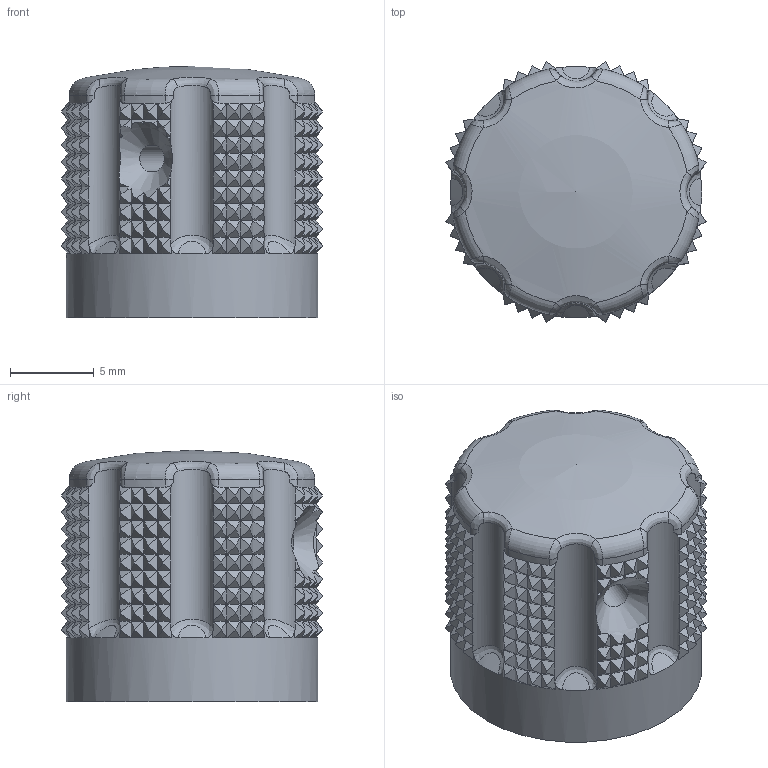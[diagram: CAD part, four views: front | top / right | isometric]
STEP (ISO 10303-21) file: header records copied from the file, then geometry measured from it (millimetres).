
FILE_DESCRIPTION(/* description */ (''),/* implementation_level */ '2;1');
FILE_NAME(/* name */ 'knob_Altitude.stp',/* time_stamp */ '2024-09-17T00:34:20-07:00',/* author */ (''),/* organization */ (''),/* preprocessor_version */ 'ST-DEVELOPER v18.1',/* originating_system */ 'SIEMENS PLM Software NX 1996',/* authorisation */ '');
FILE_SCHEMA (('AUTOMOTIVE_DESIGN { 1 0 10303 214 3 1 1 1 }'));
Length unit declared in the file: millimetre
Products named in the file (1): freg63601562seb9
Bounding box: 15.54 x 15.54 x 15 mm (x, y, z)
Volume: 1772.3 mm3; surface area: 1452.3 mm2
Topology: 1 solids, 1 shells, 1201 faces, 2572 edges, 1371 vertices
Faces by surface type: plane 558, cone 557, cylinder 36, bspline 33, sphere 9, torus 8
Full cylindrical faces by diameter (mm): 1.6 x1, 12 x1, 15 x1
Entity records: 33925 total; most frequent: CARTESIAN_POINT 11537, ORIENTED_EDGE 5110, DIRECTION 3761, EDGE_CURVE 2555, AXIS2_PLACEMENT_3D 1546, B_SPLINE_CURVE_WITH_KNOTS 1509, VERTEX_POINT 1364, EDGE_LOOP 1210
